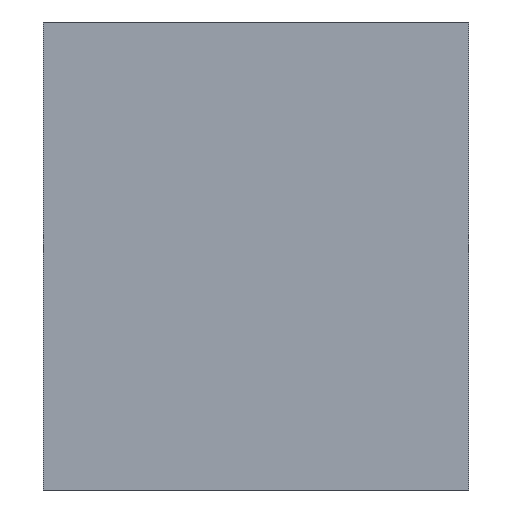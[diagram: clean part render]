
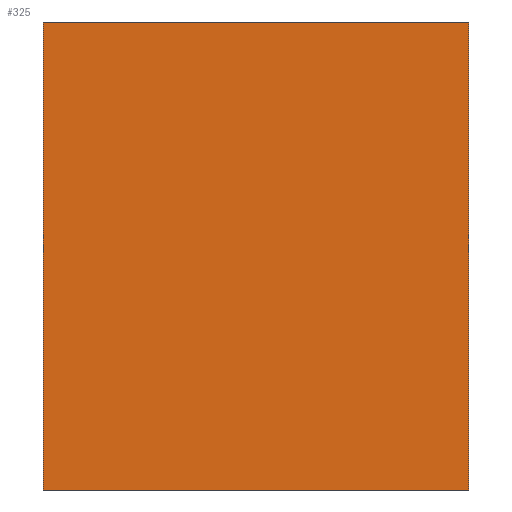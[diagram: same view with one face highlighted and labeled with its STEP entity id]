
A CAD part, front view. The second image highlights one B-rep face of the part: STEP entity #325.
In plain terms, the highlighted planar face has unit normal (0, -1, 0).
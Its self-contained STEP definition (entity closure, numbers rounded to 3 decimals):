
#159=EDGE_CURVE('',#175,#293,#401,.T.);
#167=EDGE_CURVE('',#271,#175,#410,.T.);
#175=VERTEX_POINT('',#418);
#239=EDGE_CURVE('',#293,#259,#486,.T.);
#257=EDGE_CURVE('',#271,#259,#505,.T.);
#259=VERTEX_POINT('',#507);
#271=VERTEX_POINT('',#522);
#293=VERTEX_POINT('',#546);
#325=ADVANCED_FACE('',(#583),#584,.T.);
#401=LINE('',#663,#664);
#410=LINE('',#676,#677);
#418=CARTESIAN_POINT('',(250.0,0.0,0.0));
#486=LINE('',#781,#782);
#505=LINE('',#810,#811);
#507=CARTESIAN_POINT('',(-250.0,0.,550.0));
#522=CARTESIAN_POINT('',(-250.0,0.,0.0));
#546=CARTESIAN_POINT('',(250.0,0.0,550.0));
#583=FACE_OUTER_BOUND('',#916,.T.);
#584=PLANE('',#917);
#663=CARTESIAN_POINT('',(250.0,0.0,0.0));
#664=VECTOR('',#1003,1.0);
#676=CARTESIAN_POINT('',(-250.0,0.,0.0));
#677=VECTOR('',#1013,1.0);
#781=CARTESIAN_POINT('',(-250.0,0.,550.0));
#782=VECTOR('',#1065,1.0);
#810=CARTESIAN_POINT('',(-250.0,0.,0.0));
#811=VECTOR('',#1078,1.0);
#916=EDGE_LOOP('',(#1179,#1180,#1181,#1182));
#917=AXIS2_PLACEMENT_3D('',#1183,#1184,#1185);
#1003=DIRECTION('',(0.0,0.0,1.0));
#1013=DIRECTION('',(1.0,0.0,0.0));
#1065=DIRECTION('',(-1.0,0.0,0.0));
#1078=DIRECTION('',(0.0,0.0,1.0));
#1179=ORIENTED_EDGE('',*,*,#239,.T.);
#1180=ORIENTED_EDGE('',*,*,#257,.F.);
#1181=ORIENTED_EDGE('',*,*,#167,.T.);
#1182=ORIENTED_EDGE('',*,*,#159,.T.);
#1183=CARTESIAN_POINT('',(250.0,0.0,0.0));
#1184=DIRECTION('',(0.0,-1.0,0.0));
#1185=DIRECTION('',(0.0,0.0,-1.0));
